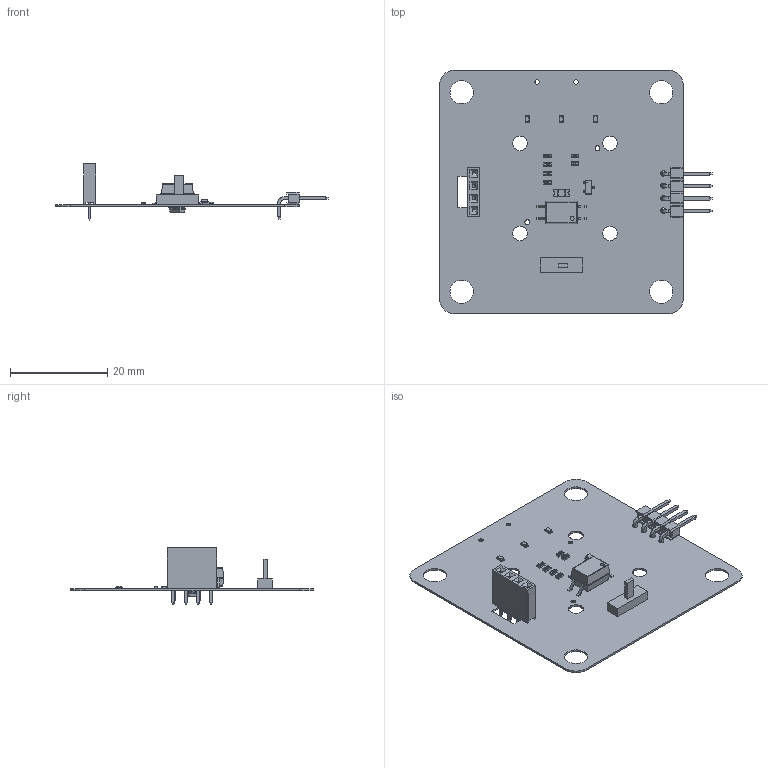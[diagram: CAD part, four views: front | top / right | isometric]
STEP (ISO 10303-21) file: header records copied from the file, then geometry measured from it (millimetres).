
FILE_DESCRIPTION(('Open CASCADE Model'),'2;1');
FILE_NAME('Open CASCADE Shape Model','2020-04-30T20:51:12',('Author'),( 'Open CASCADE'),'Open CASCADE STEP processor 6.8','Open CASCADE 6.8' ,'Unknown');
FILE_SCHEMA(('AUTOMOTIVE_DESIGN { 1 0 10303 214 1 1 1 1 }'));
Length unit declared in the file: millimetre
Products named in the file (40): PCB; Board; *; PBS-04; D1; LED_1206_Base_RED; LED_1206_Lens_RED; D2; LED_0603_Base_GREEN; LED_0603_Lens_GREEN; D3; D4; hall_sensor; 6639396672; Body; PinsArrayL; FilletPinR; IC1; 6639395904; PinsArrayLR; Q1; 6639396864; R1; 0603_resistor; R2; R3; R4; R5; R6; X?; pcb_connector_890-70-002-20-001101; 6935972352; Extruded; 6935972544
Assembly tree (49 placements, depth 4):
  PCB
    Board
    *
      PBS-04
    D1
      LED_1206_Base_RED
      LED_1206_Lens_RED
    D2
      LED_0603_Base_GREEN
      LED_0603_Lens_GREEN
    D3
      LED_0603_Base_GREEN
      LED_0603_Lens_GREEN
    D4
      LED_0603_Base_GREEN
      LED_0603_Lens_GREEN
    hall_sensor
      6639396672
        Body
        PinsArrayL
        FilletPinR
    IC1
      6639395904
        Body
        PinsArrayLR
    Q1
      6639396864
        Body
        PinsArrayL
        FilletPinR
    R1
      0603_resistor
    R2
      0603_resistor
    R3
      0603_resistor
    R4
      0603_resistor
    R5
      0603_resistor
    R6
      0603_resistor
    X?
      pcb_connector_890-70-002-20-001101  x2
    *
      6935972352
        Extruded
      6935972544
        Extruded
Bounding box: 55.99 x 50 x 11.6 mm (x, y, z)
Volume: 1360.7 mm3; surface area: 6140.4 mm2
Topology: 43 solids, 43 shells, 962 faces, 2761 edges, 1918 vertices
Faces by surface type: plane 807, cylinder 139, sphere 16
Full cylindrical faces by diameter (mm): 0.163 x1, 0.191 x1, 0.812 x1, 0.9 x4, 1 x2, 1.1 x8, 3 x4, 4.8 x4
Entity records: 19639 total; most frequent: CARTESIAN_POINT 3366, ORIENTED_EDGE 3046, DIRECTION 2960, EDGE_CURVE 1523, LINE 1294, VECTOR 1294, VERTEX_POINT 1002, AXIS2_PLACEMENT_3D 833
